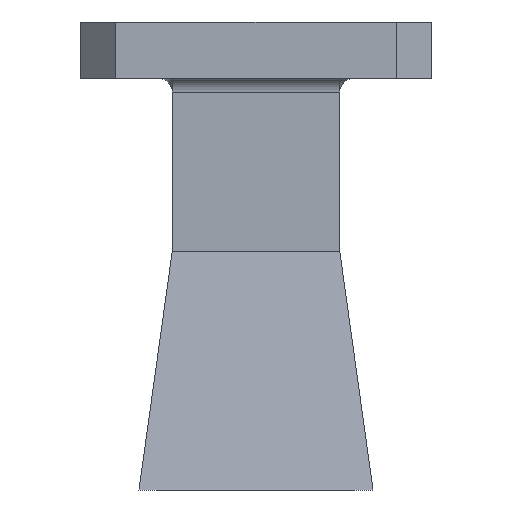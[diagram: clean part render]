
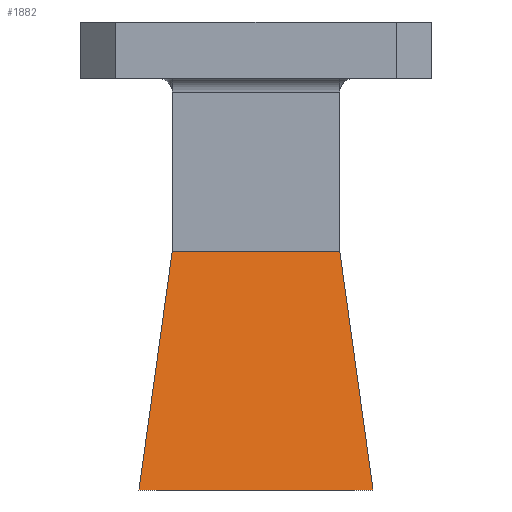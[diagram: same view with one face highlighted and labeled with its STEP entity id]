
A CAD part, front view. The second image highlights one B-rep face of the part: STEP entity #1882.
In plain terms, the highlighted planar face has unit normal (0, -0.985, 0.171).
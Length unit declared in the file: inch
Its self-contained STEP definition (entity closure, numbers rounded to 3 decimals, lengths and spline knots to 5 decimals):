
#2 = CARTESIAN_POINT ( 'NONE',  ( -0.179, -0.109, -0.49001 ) ) ;
#32 = VERTEX_POINT ( 'NONE', #1733 ) ;
#54 = CARTESIAN_POINT ( 'NONE',  ( 0.05967, -0.109, -0.49001 ) ) ;
#114 = CARTESIAN_POINT ( 'NONE',  ( -0.25, -0.1975, -1. ) ) ;
#127 = DIRECTION ( 'NONE',  ( 0., -0.985, 0.171 ) ) ;
#132 = ORIENTED_EDGE ( 'NONE', *, *, #1439, .T. ) ;
#136 = PLANE ( 'NONE',  #659 ) ;
#177 = VECTOR ( 'NONE', #587, 39.37008 ) ;
#233 = EDGE_LOOP ( 'NONE', ( #132, #917, #377, #1891 ) ) ;
#262 = EDGE_CURVE ( 'NONE', #32, #1182, #651, .T. ) ;
#278 = DIRECTION ( 'NONE',  ( -0.136, 0.169, 0.976 ) ) ;
#287 = CARTESIAN_POINT ( 'NONE',  ( 0.25, -0.1975, -1. ) ) ;
#377 = ORIENTED_EDGE ( 'NONE', *, *, #1946, .F. ) ;
#384 = CARTESIAN_POINT ( 'NONE',  ( -0.05967, -0.109, -0.49001 ) ) ;
#418 = FACE_OUTER_BOUND ( 'NONE', #233, .T. ) ;
#419 = DIRECTION ( 'NONE',  ( 0., -0.171, -0.985 ) ) ;
#539 = VECTOR ( 'NONE', #278, 39.37008 ) ;
#587 = DIRECTION ( 'NONE',  ( 0.136, 0.169, 0.976 ) ) ;
#651 = LINE ( 'NONE', #772, #1596 ) ;
#659 = AXIS2_PLACEMENT_3D ( 'NONE', #1957, #127, #419 ) ;
#772 = CARTESIAN_POINT ( 'NONE',  ( -0.25, -0.1975, -1. ) ) ;
#796 = B_SPLINE_CURVE_WITH_KNOTS ( 'NONE', 3,
 ( #1912, #54, #384, #1605 ),
 .UNSPECIFIED., .F., .F.,
 ( 4, 4 ),
 ( 0., 1. ),
 .UNSPECIFIED. ) ;
#917 = ORIENTED_EDGE ( 'NONE', *, *, #1149, .T. ) ;
#928 = DIRECTION ( 'NONE',  ( 1., 0., 0. ) ) ;
#1029 = CARTESIAN_POINT ( 'NONE',  ( 0.25, -0.1975, -1. ) ) ;
#1066 = VERTEX_POINT ( 'NONE', #2 ) ;
#1149 = EDGE_CURVE ( 'NONE', #1290, #1066, #796, .T. ) ;
#1182 = VERTEX_POINT ( 'NONE', #1029 ) ;
#1260 = LINE ( 'NONE', #287, #539 ) ;
#1290 = VERTEX_POINT ( 'NONE', #1847 ) ;
#1439 = EDGE_CURVE ( 'NONE', #1182, #1290, #1260, .T. ) ;
#1596 = VECTOR ( 'NONE', #928, 39.37008 ) ;
#1605 = CARTESIAN_POINT ( 'NONE',  ( -0.179, -0.109, -0.49001 ) ) ;
#1639 = LINE ( 'NONE', #114, #177 ) ;
#1733 = CARTESIAN_POINT ( 'NONE',  ( -0.25, -0.1975, -1. ) ) ;
#1847 = CARTESIAN_POINT ( 'NONE',  ( 0.179, -0.109, -0.49001 ) ) ;
#1882 = ADVANCED_FACE ( 'NONE', ( #418 ), #136, .T. ) ;
#1891 = ORIENTED_EDGE ( 'NONE', *, *, #262, .T. ) ;
#1912 = CARTESIAN_POINT ( 'NONE',  ( 0.179, -0.109, -0.49001 ) ) ;
#1946 = EDGE_CURVE ( 'NONE', #32, #1066, #1639, .T. ) ;
#1957 = CARTESIAN_POINT ( 'NONE',  ( 0., -0.02327, 0.00404 ) ) ;
